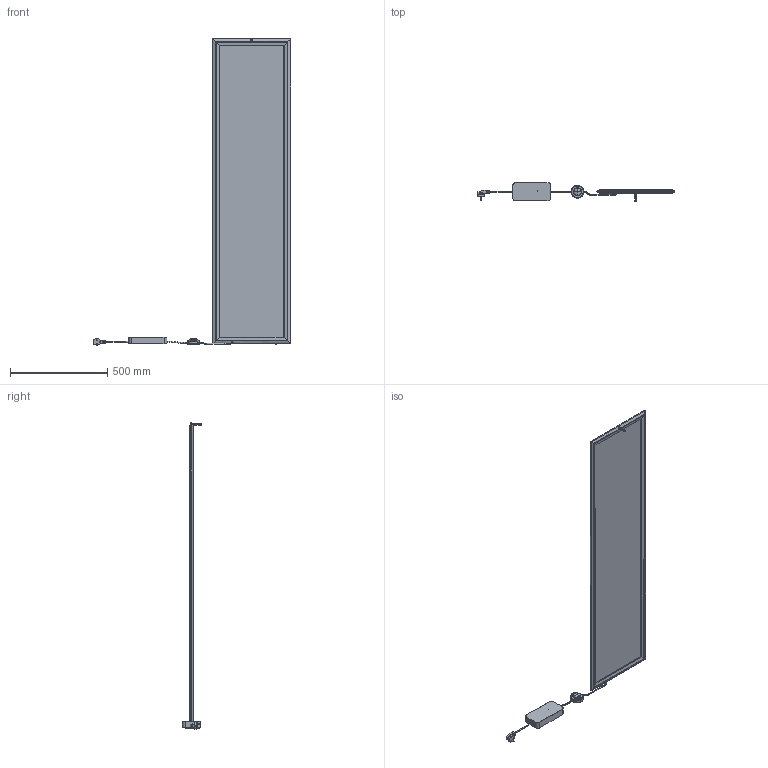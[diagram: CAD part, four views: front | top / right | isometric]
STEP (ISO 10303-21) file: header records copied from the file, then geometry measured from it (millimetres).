
FILE_DESCRIPTION(/* description */ (''),/* implementation_level */ '2;1');
FILE_NAME(/* name */ 'Discovery Floor',/* time_stamp */ '2023-03-24T15:10:52+01:00',/* author */ (''),/* organization */ (''),/* preprocessor_version */ 'ST-DEVELOPER v16.5',/* originating_system */ 'Rhino 7.27',/* authorisation */ '');
FILE_SCHEMA (('AUTOMOTIVE_DESIGN'));
Length unit declared in the file: millimetre
Products named in the file (1): Document
Bounding box: 1015.07 x 99.39 x 1578.56 mm (x, y, z)
Volume: 2918207.8 mm3; surface area: 1541799.4 mm2
Topology: 11 solids, 26 shells, 644 faces, 1638 edges, 1003 vertices
Faces by surface type: plane 315, bspline 200, cylinder 129
Entity records: 58623 total; most frequent: CARTESIAN_POINT 43103, ORIENTED_EDGE 3143, EDGE_CURVE 1597, B_SPLINE_CURVE_WITH_KNOTS 1005, VERTEX_POINT 1003, EDGE_LOOP 686, COLOUR_RGB 660, FILL_AREA_STYLE_COLOUR 660
